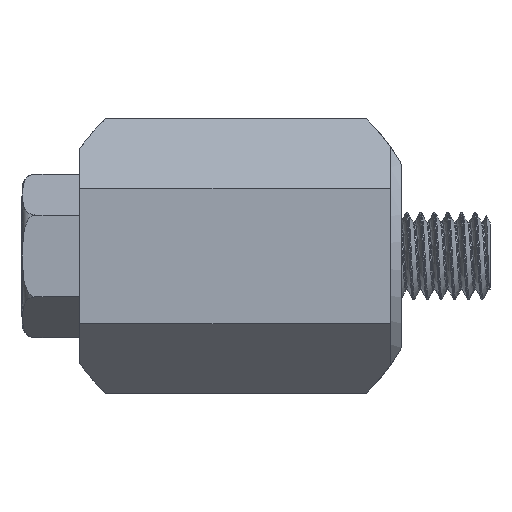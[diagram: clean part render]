
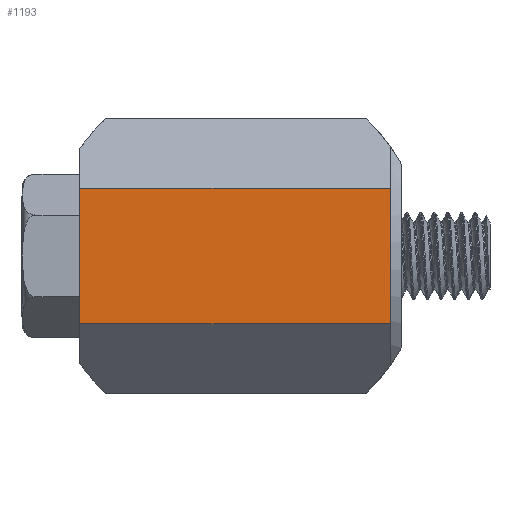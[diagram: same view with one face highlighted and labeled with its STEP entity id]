
A CAD part, left-side view. The second image highlights one B-rep face of the part: STEP entity #1193.
In plain terms, the highlighted planar face has unit normal (-1, 0, 0).
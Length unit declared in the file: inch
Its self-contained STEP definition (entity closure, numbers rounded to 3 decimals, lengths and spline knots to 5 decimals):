
#204=FACE_OUTER_BOUND('',#296,.T.);
#296=EDGE_LOOP('',(#868,#869,#870,#871));
#382=LINE('',#1856,#448);
#388=LINE('',#1918,#454);
#389=LINE('',#1920,#455);
#390=LINE('',#1921,#456);
#448=VECTOR('',#1533,0.3937);
#454=VECTOR('',#1593,0.3937);
#455=VECTOR('',#1594,0.3937);
#456=VECTOR('',#1595,0.3937);
#520=VERTEX_POINT('',#1853);
#521=VERTEX_POINT('',#1855);
#541=VERTEX_POINT('',#1917);
#542=VERTEX_POINT('',#1919);
#644=EDGE_CURVE('',#521,#520,#382,.T.);
#668=EDGE_CURVE('',#541,#521,#388,.T.);
#669=EDGE_CURVE('',#542,#520,#389,.T.);
#670=EDGE_CURVE('',#541,#542,#390,.T.);
#868=ORIENTED_EDGE('',*,*,#668,.T.);
#869=ORIENTED_EDGE('',*,*,#644,.T.);
#870=ORIENTED_EDGE('',*,*,#669,.F.);
#871=ORIENTED_EDGE('',*,*,#670,.F.);
#1065=PLANE('',#1353);
#1193=ADVANCED_FACE('',(#204),#1065,.T.);
#1353=AXIS2_PLACEMENT_3D('',#1916,#1591,#1592);
#1533=DIRECTION('',(0.,0.,-1.));
#1591=DIRECTION('center_axis',(-1.,0.,0.));
#1592=DIRECTION('ref_axis',(0.,1.,0.));
#1593=DIRECTION('',(0.,1.,0.));
#1594=DIRECTION('',(0.,1.,0.));
#1595=DIRECTION('',(0.,0.,-1.));
#1853=CARTESIAN_POINT('',(-1.373,1.12,-0.245));
#1855=CARTESIAN_POINT('',(-1.373,1.12,0.245));
#1856=CARTESIAN_POINT('',(-1.373,1.12,0.245));
#1916=CARTESIAN_POINT('Origin',(-1.373,0.,0.245));
#1917=CARTESIAN_POINT('',(-1.373,0.,0.245));
#1918=CARTESIAN_POINT('',(-1.373,0.,0.245));
#1919=CARTESIAN_POINT('',(-1.373,0.,-0.245));
#1920=CARTESIAN_POINT('',(-1.373,0.,-0.245));
#1921=CARTESIAN_POINT('',(-1.373,0.,0.245));
